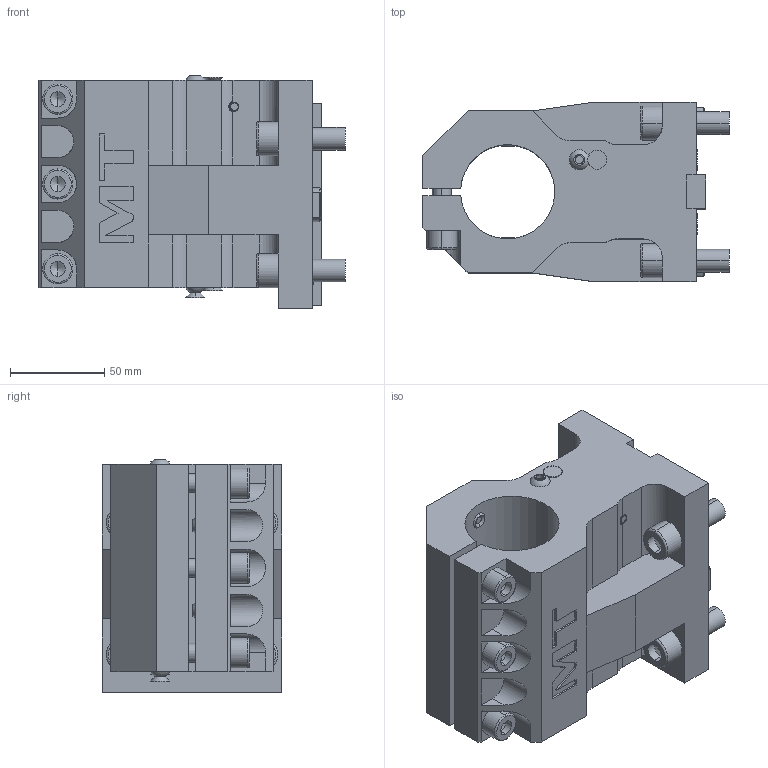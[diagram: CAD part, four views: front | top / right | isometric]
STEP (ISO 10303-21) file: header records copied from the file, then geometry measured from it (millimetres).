
FILE_DESCRIPTION((''),'2;1');
FILE_NAME('DWO0205000_CONF','2023-05-08T15:11:41',('gvalli'),('M.T. srl'),'CREO PARAMETRIC BY PTC INC, 2021072','CREO PARAMETRIC BY PTC INC, 2021072','');
FILE_SCHEMA(('CONFIG_CONTROL_DESIGN'));
Length unit declared in the file: millimetre
Products named in the file (1): DWO0205000_CONF
Bounding box: 162.5 x 95 x 123.5 mm (x, y, z)
Volume: 1010009.7 mm3; surface area: 113692.9 mm2
Topology: 1 solids, 1 shells, 331 faces, 799 edges, 505 vertices
Faces by surface type: plane 145, cylinder 90, cone 68, torus 18, sphere 6, extrusion 4
Entity records: 11081 total; most frequent: CARTESIAN_POINT 3244, DIRECTION 1651, ORIENTED_EDGE 1570, EDGE_CURVE 785, AXIS2_PLACEMENT_3D 594, VERTEX_POINT 505, VECTOR 463, LINE 459
